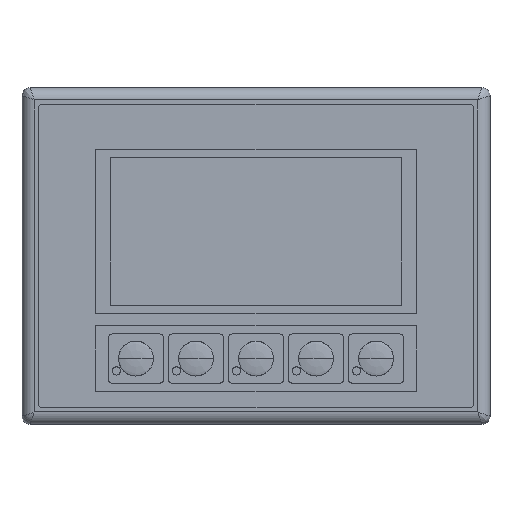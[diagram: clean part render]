
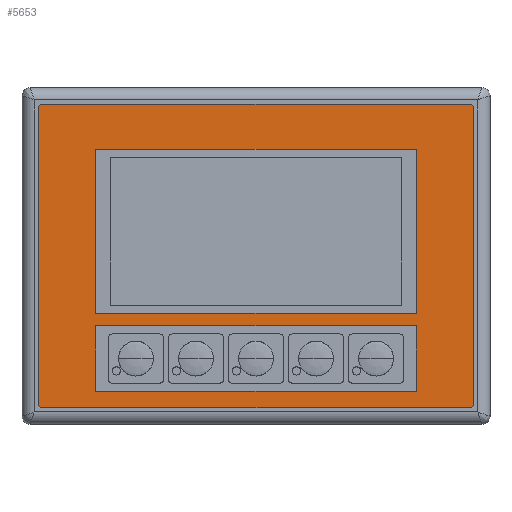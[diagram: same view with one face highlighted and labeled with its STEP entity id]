
A CAD part, top view. The second image highlights one B-rep face of the part: STEP entity #5653.
In plain terms, the highlighted planar face has unit normal (0, 0, 1).
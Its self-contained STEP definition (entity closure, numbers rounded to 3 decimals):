
#4 = DIRECTION ( 'NONE',  ( 1., 0., 0. ) ) ;
#5 = VECTOR ( 'NONE', #4, 1000. ) ;
#6 = CARTESIAN_POINT ( 'NONE',  ( -52., -37., 35. ) ) ;
#7 = LINE ( 'NONE', #6, #5 ) ;
#8 = CARTESIAN_POINT ( 'NONE',  ( -52., -37., 35. ) ) ;
#9 = DIRECTION ( 'NONE',  ( 1., 0., 0. ) ) ;
#10 = DIRECTION ( 'NONE',  ( 0., 0., 1. ) ) ;
#11 = CARTESIAN_POINT ( 'NONE',  ( -52., -36., 35. ) ) ;
#12 = AXIS2_PLACEMENT_3D ( 'NONE', #11, #10, #9 ) ;
#13 = CIRCLE ( 'NONE', #12, 1. ) ;
#14 = CARTESIAN_POINT ( 'NONE',  ( 39., -33., 35. ) ) ;
#15 = CARTESIAN_POINT ( 'NONE',  ( -39., -33., 35. ) ) ;
#16 = DIRECTION ( 'NONE',  ( 1., 0., 0. ) ) ;
#17 = VECTOR ( 'NONE', #16, 1000. ) ;
#18 = CARTESIAN_POINT ( 'NONE',  ( -39., -33., 35. ) ) ;
#19 = LINE ( 'NONE', #18, #17 ) ;
#20 = DIRECTION ( 'NONE',  ( 0., 1., 0. ) ) ;
#21 = VECTOR ( 'NONE', #20, 1000. ) ;
#22 = CARTESIAN_POINT ( 'NONE',  ( 53., -36., 35. ) ) ;
#23 = LINE ( 'NONE', #22, #21 ) ;
#24 = CARTESIAN_POINT ( 'NONE',  ( -53., -36., 35. ) ) ;
#25 = DIRECTION ( 'NONE',  ( 0., -1., 0. ) ) ;
#26 = VECTOR ( 'NONE', #25, 1000. ) ;
#27 = CARTESIAN_POINT ( 'NONE',  ( -53., 36., 35. ) ) ;
#28 = LINE ( 'NONE', #27, #26 ) ;
#29 = CARTESIAN_POINT ( 'NONE',  ( -53., 36., 35. ) ) ;
#30 = DIRECTION ( 'NONE',  ( 1., 0., 0. ) ) ;
#31 = DIRECTION ( 'NONE',  ( 0., 0., 1. ) ) ;
#32 = CARTESIAN_POINT ( 'NONE',  ( -52., 36., 35. ) ) ;
#61 = CARTESIAN_POINT ( 'NONE',  ( 39., 26., 35. ) ) ;
#62 = LINE ( 'NONE', #61, #232 ) ;
#63 = CARTESIAN_POINT ( 'NONE',  ( 39., 26., 35. ) ) ;
#64 = DIRECTION ( 'NONE',  ( -1., 0., 0. ) ) ;
#65 = VECTOR ( 'NONE', #64, 1000. ) ;
#66 = CARTESIAN_POINT ( 'NONE',  ( -39., 26., 35. ) ) ;
#72 = LINE ( 'NONE', #66, #65 ) ;
#74 = CARTESIAN_POINT ( 'NONE',  ( -52., 37., 35. ) ) ;
#75 = DIRECTION ( 'NONE',  ( -1., 0., 0. ) ) ;
#76 = VECTOR ( 'NONE', #75, 1000. ) ;
#77 = CARTESIAN_POINT ( 'NONE',  ( 52., 37., 35. ) ) ;
#78 = LINE ( 'NONE', #77, #76 ) ;
#79 = CARTESIAN_POINT ( 'NONE',  ( 52., 37., 35. ) ) ;
#80 = CARTESIAN_POINT ( 'NONE',  ( 53., 36., 35. ) ) ;
#81 = DIRECTION ( 'NONE',  ( 1., 0., 0. ) ) ;
#82 = DIRECTION ( 'NONE',  ( 0., 0., 1. ) ) ;
#83 = AXIS2_PLACEMENT_3D ( 'NONE', #88, #82, #81 ) ;
#84 = CIRCLE ( 'NONE', #83, 1. ) ;
#88 = CARTESIAN_POINT ( 'NONE',  ( 52., 36., 35. ) ) ;
#92 = AXIS2_PLACEMENT_3D ( 'NONE', #32, #31, #30 ) ;
#93 = CIRCLE ( 'NONE', #92, 1. ) ;
#100 = DIRECTION ( 'NONE',  ( 0., -1., 0. ) ) ;
#101 = VECTOR ( 'NONE', #100, 1000. ) ;
#102 = CARTESIAN_POINT ( 'NONE',  ( -39., 26., 35. ) ) ;
#106 = LINE ( 'NONE', #102, #101 ) ;
#114 = CARTESIAN_POINT ( 'NONE',  ( -39., -14., 35. ) ) ;
#115 = DIRECTION ( 'NONE',  ( 1., 0., 0. ) ) ;
#116 = VECTOR ( 'NONE', #115, 1000. ) ;
#117 = CARTESIAN_POINT ( 'NONE',  ( -39., -14., 35. ) ) ;
#118 = LINE ( 'NONE', #117, #116 ) ;
#210 = DIRECTION ( 'NONE',  ( 1., 0., 0. ) ) ;
#211 = DIRECTION ( 'NONE',  ( 0., 0., 1. ) ) ;
#212 = CARTESIAN_POINT ( 'NONE',  ( 52., 36., 35. ) ) ;
#213 = AXIS2_PLACEMENT_3D ( 'NONE', #212, #211, #210 ) ;
#214 = PLANE ( 'NONE',  #213 ) ;
#215 = FACE_BOUND ( 'NONE', #5606, .T. ) ;
#216 = FACE_OUTER_BOUND ( 'NONE', #5600, .T. ) ;
#217 = FACE_BOUND ( 'NONE', #5626, .T. ) ;
#218 = CARTESIAN_POINT ( 'NONE',  ( 39., -14., 35. ) ) ;
#219 = CARTESIAN_POINT ( 'NONE',  ( -39., 26., 35. ) ) ;
#224 = CARTESIAN_POINT ( 'NONE',  ( 53., -36., 35. ) ) ;
#225 = DIRECTION ( 'NONE',  ( 1., 0., 0. ) ) ;
#226 = DIRECTION ( 'NONE',  ( 0., 0., 1. ) ) ;
#227 = CARTESIAN_POINT ( 'NONE',  ( 52., -36., 35. ) ) ;
#228 = AXIS2_PLACEMENT_3D ( 'NONE', #227, #226, #225 ) ;
#229 = CIRCLE ( 'NONE', #228, 1. ) ;
#230 = CARTESIAN_POINT ( 'NONE',  ( 52., -37., 35. ) ) ;
#231 = DIRECTION ( 'NONE',  ( 0., 1., 0. ) ) ;
#232 = VECTOR ( 'NONE', #231, 1000. ) ;
#5424 = ORIENTED_EDGE ( 'NONE', *, *, #5425, .F. ) ;
#5425 = EDGE_CURVE ( 'NONE', #5426, #5638, #11277, .T. ) ;
#5426 = VERTEX_POINT ( 'NONE', #11273 ) ;
#5427 = ORIENTED_EDGE ( 'NONE', *, *, #5428, .F. ) ;
#5428 = EDGE_CURVE ( 'NONE', #5429, #5426, #11272, .T. ) ;
#5429 = VERTEX_POINT ( 'NONE', #11268 ) ;
#5430 = ORIENTED_EDGE ( 'NONE', *, *, #5431, .F. ) ;
#5431 = EDGE_CURVE ( 'NONE', #5639, #5429, #11267, .T. ) ;
#5580 = EDGE_CURVE ( 'NONE', #5581, #5582, #84, .T. ) ;
#5581 = VERTEX_POINT ( 'NONE', #80 ) ;
#5582 = VERTEX_POINT ( 'NONE', #79 ) ;
#5583 = ORIENTED_EDGE ( 'NONE', *, *, #5584, .T. ) ;
#5584 = EDGE_CURVE ( 'NONE', #5582, #5585, #78, .T. ) ;
#5585 = VERTEX_POINT ( 'NONE', #74 ) ;
#5586 = ORIENTED_EDGE ( 'NONE', *, *, #5627, .T. ) ;
#5591 = ORIENTED_EDGE ( 'NONE', *, *, #5592, .F. ) ;
#5592 = EDGE_CURVE ( 'NONE', #5593, #5649, #72, .T. ) ;
#5593 = VERTEX_POINT ( 'NONE', #63 ) ;
#5594 = ORIENTED_EDGE ( 'NONE', *, *, #5595, .F. ) ;
#5595 = EDGE_CURVE ( 'NONE', #5651, #5593, #62, .T. ) ;
#5600 = EDGE_LOOP ( 'NONE', ( #5601, #5583, #5586, #5629, #5640, #5643, #5603, #5634 ) ) ;
#5601 = ORIENTED_EDGE ( 'NONE', *, *, #5580, .T. ) ;
#5602 = VERTEX_POINT ( 'NONE', #230 ) ;
#5603 = ORIENTED_EDGE ( 'NONE', *, *, #5604, .T. ) ;
#5604 = EDGE_CURVE ( 'NONE', #5602, #5605, #229, .T. ) ;
#5605 = VERTEX_POINT ( 'NONE', #224 ) ;
#5606 = EDGE_LOOP ( 'NONE', ( #5636, #5424, #5427, #5430 ) ) ;
#5612 = EDGE_CURVE ( 'NONE', #5613, #5651, #118, .T. ) ;
#5613 = VERTEX_POINT ( 'NONE', #114 ) ;
#5620 = EDGE_CURVE ( 'NONE', #5649, #5613, #106, .T. ) ;
#5626 = EDGE_LOOP ( 'NONE', ( #5648, #5652, #5591, #5594 ) ) ;
#5627 = EDGE_CURVE ( 'NONE', #5585, #5628, #93, .T. ) ;
#5628 = VERTEX_POINT ( 'NONE', #29 ) ;
#5629 = ORIENTED_EDGE ( 'NONE', *, *, #5630, .T. ) ;
#5630 = EDGE_CURVE ( 'NONE', #5628, #5631, #28, .T. ) ;
#5631 = VERTEX_POINT ( 'NONE', #24 ) ;
#5634 = ORIENTED_EDGE ( 'NONE', *, *, #5635, .T. ) ;
#5635 = EDGE_CURVE ( 'NONE', #5605, #5581, #23, .T. ) ;
#5636 = ORIENTED_EDGE ( 'NONE', *, *, #5637, .F. ) ;
#5637 = EDGE_CURVE ( 'NONE', #5638, #5639, #19, .T. ) ;
#5638 = VERTEX_POINT ( 'NONE', #15 ) ;
#5639 = VERTEX_POINT ( 'NONE', #14 ) ;
#5640 = ORIENTED_EDGE ( 'NONE', *, *, #5641, .T. ) ;
#5641 = EDGE_CURVE ( 'NONE', #5631, #5642, #13, .T. ) ;
#5642 = VERTEX_POINT ( 'NONE', #8 ) ;
#5643 = ORIENTED_EDGE ( 'NONE', *, *, #5644, .T. ) ;
#5644 = EDGE_CURVE ( 'NONE', #5642, #5602, #7, .T. ) ;
#5648 = ORIENTED_EDGE ( 'NONE', *, *, #5612, .F. ) ;
#5649 = VERTEX_POINT ( 'NONE', #219 ) ;
#5651 = VERTEX_POINT ( 'NONE', #218 ) ;
#5652 = ORIENTED_EDGE ( 'NONE', *, *, #5620, .F. ) ;
#5653 = ADVANCED_FACE ( 'NONE', ( #217, #216, #215 ), #214, .T. ) ;
#11264 = DIRECTION ( 'NONE',  ( 0., 1., 0. ) ) ;
#11265 = VECTOR ( 'NONE', #11264, 1000. ) ;
#11266 = CARTESIAN_POINT ( 'NONE',  ( 39., -17., 35. ) ) ;
#11267 = LINE ( 'NONE', #11266, #11265 ) ;
#11268 = CARTESIAN_POINT ( 'NONE',  ( 39., -17., 35. ) ) ;
#11269 = DIRECTION ( 'NONE',  ( -1., 0., 0. ) ) ;
#11270 = VECTOR ( 'NONE', #11269, 1000. ) ;
#11271 = CARTESIAN_POINT ( 'NONE',  ( -39., -17., 35. ) ) ;
#11272 = LINE ( 'NONE', #11271, #11270 ) ;
#11273 = CARTESIAN_POINT ( 'NONE',  ( -39., -17., 35. ) ) ;
#11274 = DIRECTION ( 'NONE',  ( 0., -1., 0. ) ) ;
#11275 = VECTOR ( 'NONE', #11274, 1000. ) ;
#11276 = CARTESIAN_POINT ( 'NONE',  ( -39., -17., 35. ) ) ;
#11277 = LINE ( 'NONE', #11276, #11275 ) ;
